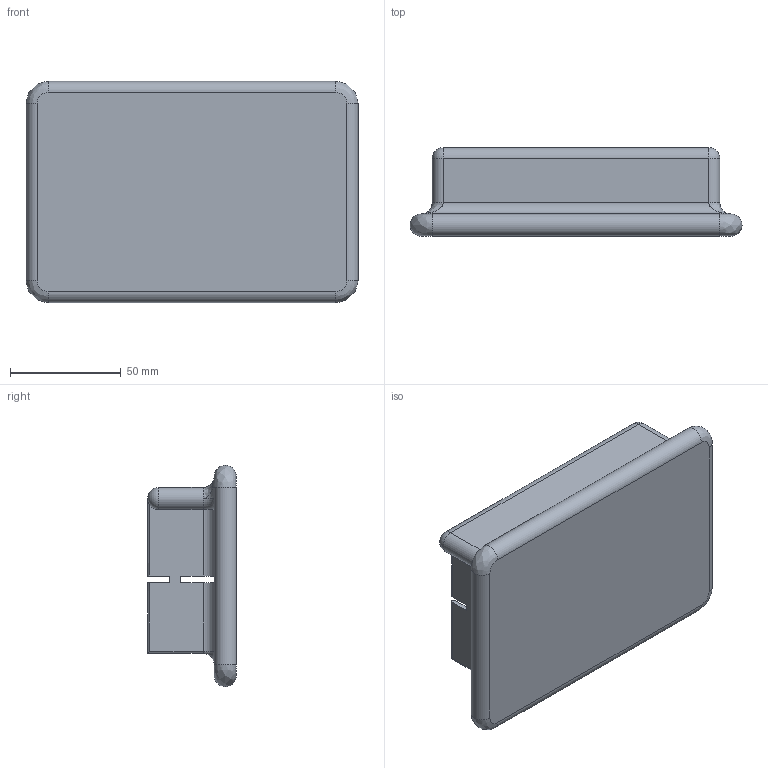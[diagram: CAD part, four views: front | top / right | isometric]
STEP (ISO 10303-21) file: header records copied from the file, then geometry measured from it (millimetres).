
FILE_DESCRIPTION((''),'2;1');
FILE_NAME('FEATUREBENCHMARK','2023-11-06T21:21:31',('jpusi'),(''),'CREO PARAMETRIC BY PTC INC, 2018400','CREO PARAMETRIC BY PTC INC, 2018400','');
FILE_SCHEMA(('CONFIG_CONTROL_DESIGN'));
Length unit declared in the file: millimetre
Products named in the file (1): FEATUREBENCHMARK
Bounding box: 150 x 40 x 100 mm (x, y, z)
Volume: 221016.7 mm3; surface area: 54164.2 mm2
Topology: 1 solids, 1 shells, 94 faces, 274 edges, 176 vertices
Faces by surface type: plane 40, cylinder 38, bspline 8, torus 6, sphere 2
Entity records: 3493 total; most frequent: CARTESIAN_POINT 955, ORIENTED_EDGE 544, DIRECTION 514, EDGE_CURVE 272, AXIS2_PLACEMENT_3D 176, VERTEX_POINT 176, VECTOR 162, LINE 162
